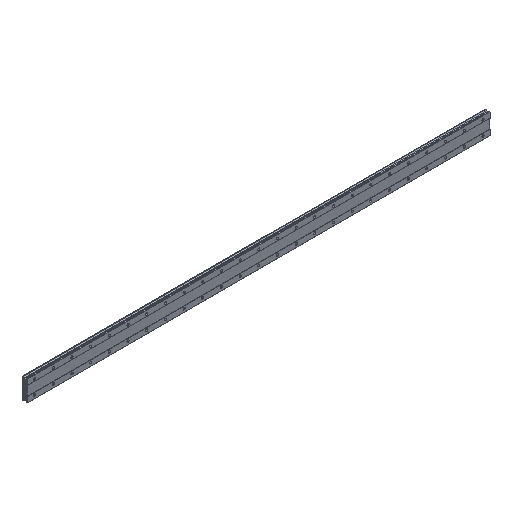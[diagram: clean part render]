
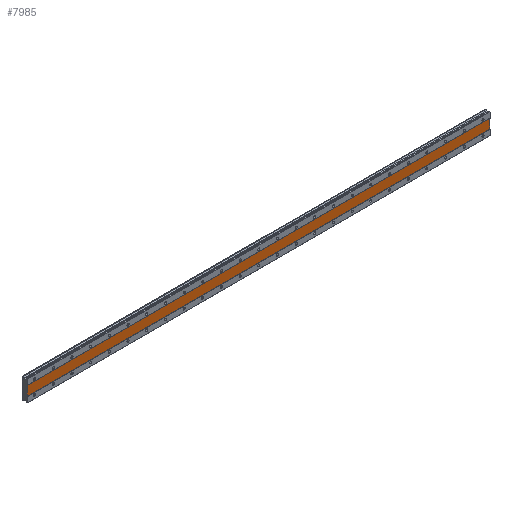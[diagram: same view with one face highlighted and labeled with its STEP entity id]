
A CAD part, isometric view. The second image highlights one B-rep face of the part: STEP entity #7985.
In plain terms, the highlighted planar face has unit normal (0, -1, 0).
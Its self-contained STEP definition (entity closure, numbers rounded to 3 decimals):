
#40 = CARTESIAN_POINT ( 'NONE',  ( 1950., 1., 20. ) ) ;
#441 = VERTEX_POINT ( 'NONE', #2108 ) ;
#475 = DIRECTION ( 'NONE',  ( 1., 0., 0. ) ) ;
#645 = DIRECTION ( 'NONE',  ( 0., 0., 1. ) ) ;
#1094 = LINE ( 'NONE', #5834, #7524 ) ;
#1175 = CARTESIAN_POINT ( 'NONE',  ( 1950., 1., -20. ) ) ;
#1224 = VERTEX_POINT ( 'NONE', #7554 ) ;
#1340 = VERTEX_POINT ( 'NONE', #4985 ) ;
#1476 = EDGE_CURVE ( 'NONE', #441, #1224, #2167, .T. ) ;
#1493 = EDGE_CURVE ( 'NONE', #1340, #441, #1094, .T. ) ;
#1795 = VECTOR ( 'NONE', #475, 1000. ) ;
#2108 = CARTESIAN_POINT ( 'NONE',  ( -30., 1., 20. ) ) ;
#2167 = LINE ( 'NONE', #7223, #1795 ) ;
#2203 = DIRECTION ( 'NONE',  ( -1., 0., 0. ) ) ;
#2481 = VECTOR ( 'NONE', #6124, 1000. ) ;
#2641 = DIRECTION ( 'NONE',  ( 0., 1., 0. ) ) ;
#3504 = VECTOR ( 'NONE', #2203, 1000. ) ;
#4666 = EDGE_LOOP ( 'NONE', ( #8661, #8636, #5118, #6096 ) ) ;
#4985 = CARTESIAN_POINT ( 'NONE',  ( -30., 1., -20. ) ) ;
#5118 = ORIENTED_EDGE ( 'NONE', *, *, #1476, .F. ) ;
#5340 = FACE_OUTER_BOUND ( 'NONE', #4666, .T. ) ;
#5834 = CARTESIAN_POINT ( 'NONE',  ( -30., 1., 20. ) ) ;
#6096 = ORIENTED_EDGE ( 'NONE', *, *, #1493, .F. ) ;
#6124 = DIRECTION ( 'NONE',  ( 0., 0., -1. ) ) ;
#6954 = CARTESIAN_POINT ( 'NONE',  ( 1950., 1., -20. ) ) ;
#7064 = EDGE_CURVE ( 'NONE', #7535, #1340, #8447, .T. ) ;
#7223 = CARTESIAN_POINT ( 'NONE',  ( 1950., 1., 20. ) ) ;
#7524 = VECTOR ( 'NONE', #7868, 1000. ) ;
#7535 = VERTEX_POINT ( 'NONE', #1175 ) ;
#7554 = CARTESIAN_POINT ( 'NONE',  ( 1950., 1., 20. ) ) ;
#7566 = LINE ( 'NONE', #40, #2481 ) ;
#7868 = DIRECTION ( 'NONE',  ( 0., 0., 1. ) ) ;
#7985 = ADVANCED_FACE ( 'NONE', ( #5340 ), #8842, .F. ) ;
#8091 = CARTESIAN_POINT ( 'NONE',  ( 1950., 1., 20. ) ) ;
#8093 = AXIS2_PLACEMENT_3D ( 'NONE', #8091, #2641, #645 ) ;
#8447 = LINE ( 'NONE', #6954, #3504 ) ;
#8636 = ORIENTED_EDGE ( 'NONE', *, *, #8799, .F. ) ;
#8661 = ORIENTED_EDGE ( 'NONE', *, *, #7064, .F. ) ;
#8799 = EDGE_CURVE ( 'NONE', #1224, #7535, #7566, .T. ) ;
#8842 = PLANE ( 'NONE',  #8093 ) ;
